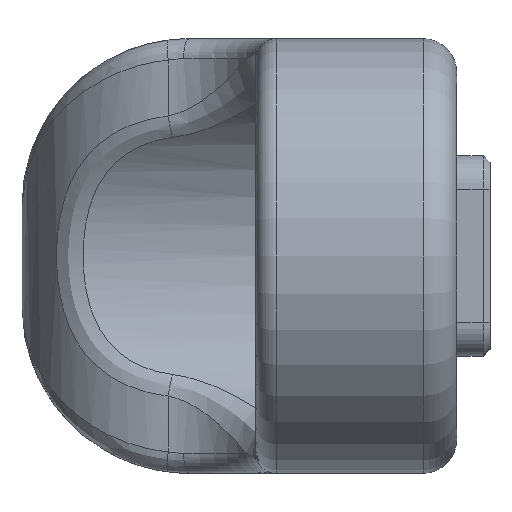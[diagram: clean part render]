
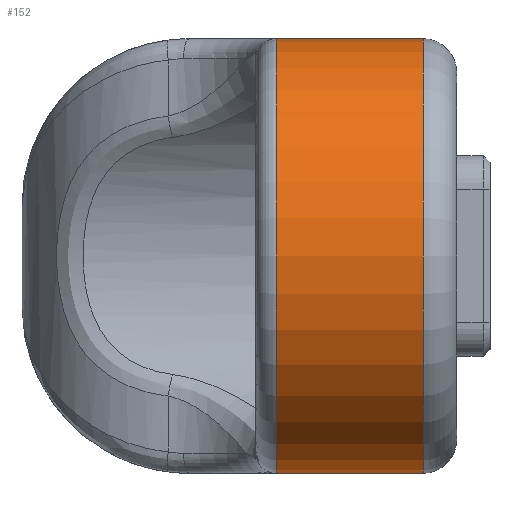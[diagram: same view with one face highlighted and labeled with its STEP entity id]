
A CAD part, left-side view. The second image highlights one B-rep face of the part: STEP entity #152.
In plain terms, the highlighted cylindrical face has radius 6.5 mm (diameter 13 mm), a partial arc.
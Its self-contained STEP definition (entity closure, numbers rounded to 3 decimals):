
#135 = VECTOR ( 'NONE', #199, 1000. ) ;
#152 = ADVANCED_FACE ( 'NONE', ( #637 ), #796, .T. ) ;
#161 = LINE ( 'NONE', #1487, #2202 ) ;
#199 = DIRECTION ( 'NONE',  ( 0., -1., 0. ) ) ;
#383 = VERTEX_POINT ( 'NONE', #1476 ) ;
#476 = ORIENTED_EDGE ( 'NONE', *, *, #1770, .T. ) ;
#637 = FACE_OUTER_BOUND ( 'NONE', #1853, .T. ) ;
#665 = DIRECTION ( 'NONE',  ( 0., 0., -1. ) ) ;
#752 = DIRECTION ( 'NONE',  ( 0., -1., 0. ) ) ;
#753 = ORIENTED_EDGE ( 'NONE', *, *, #2305, .F. ) ;
#754 = EDGE_CURVE ( 'NONE', #383, #2157, #1438, .T. ) ;
#790 = CARTESIAN_POINT ( 'NONE',  ( -18., 1., -6.5 ) ) ;
#796 = CYLINDRICAL_SURFACE ( 'NONE', #1520, 6.5 ) ;
#807 = DIRECTION ( 'NONE',  ( 0., -1., 0. ) ) ;
#866 = AXIS2_PLACEMENT_3D ( 'NONE', #1585, #1576, #2140 ) ;
#983 = CARTESIAN_POINT ( 'NONE',  ( -18., 5.4, -6.5 ) ) ;
#1055 = ORIENTED_EDGE ( 'NONE', *, *, #754, .F. ) ;
#1076 = AXIS2_PLACEMENT_3D ( 'NONE', #1452, #1242, #665 ) ;
#1242 = DIRECTION ( 'NONE',  ( 0., 1., 0. ) ) ;
#1285 = ORIENTED_EDGE ( 'NONE', *, *, #2064, .F. ) ;
#1308 = CARTESIAN_POINT ( 'NONE',  ( -18., 5.4, -6.5 ) ) ;
#1390 = CARTESIAN_POINT ( 'NONE',  ( -18., 6., 0. ) ) ;
#1407 = DIRECTION ( 'NONE',  ( 0., 0., 1. ) ) ;
#1438 = CIRCLE ( 'NONE', #866, 6.5 ) ;
#1452 = CARTESIAN_POINT ( 'NONE',  ( -18., 5.4, 0. ) ) ;
#1476 = CARTESIAN_POINT ( 'NONE',  ( -18., 1., 6.5 ) ) ;
#1487 = CARTESIAN_POINT ( 'NONE',  ( -18., 5.4, 6.5 ) ) ;
#1520 = AXIS2_PLACEMENT_3D ( 'NONE', #1390, #807, #1407 ) ;
#1526 = CARTESIAN_POINT ( 'NONE',  ( -18., 5.4, 6.5 ) ) ;
#1576 = DIRECTION ( 'NONE',  ( 0., -1., 0. ) ) ;
#1582 = VERTEX_POINT ( 'NONE', #1526 ) ;
#1585 = CARTESIAN_POINT ( 'NONE',  ( -18., 1., 0. ) ) ;
#1770 = EDGE_CURVE ( 'NONE', #2515, #2157, #1981, .T. ) ;
#1853 = EDGE_LOOP ( 'NONE', ( #1285, #753, #476, #1055 ) ) ;
#1981 = LINE ( 'NONE', #983, #135 ) ;
#2064 = EDGE_CURVE ( 'NONE', #1582, #383, #161, .T. ) ;
#2140 = DIRECTION ( 'NONE',  ( 0., 0., -1. ) ) ;
#2157 = VERTEX_POINT ( 'NONE', #790 ) ;
#2202 = VECTOR ( 'NONE', #752, 1000. ) ;
#2305 = EDGE_CURVE ( 'NONE', #2515, #1582, #2335, .T. ) ;
#2335 = CIRCLE ( 'NONE', #1076, 6.5 ) ;
#2515 = VERTEX_POINT ( 'NONE', #1308 ) ;
